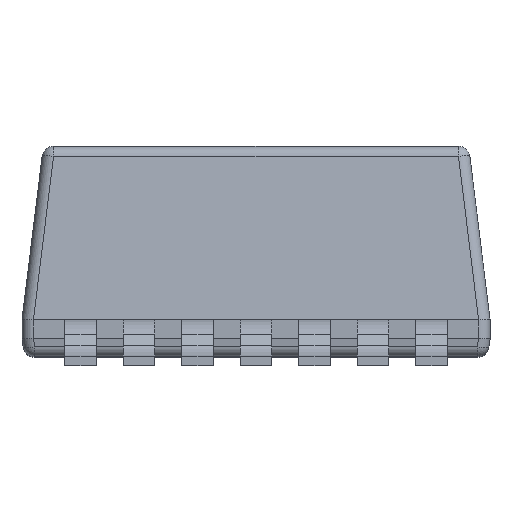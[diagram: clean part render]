
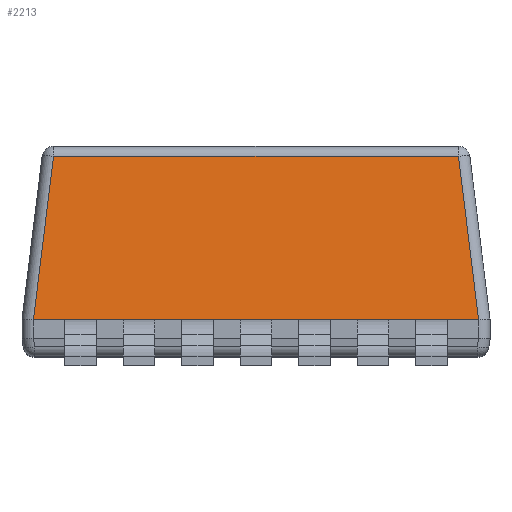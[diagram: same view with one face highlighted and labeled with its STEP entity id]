
A CAD part, top view. The second image highlights one B-rep face of the part: STEP entity #2213.
In plain terms, the highlighted planar face has unit normal (0, 0.122, 0.993).
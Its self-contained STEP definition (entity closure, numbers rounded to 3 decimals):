
#420=DIRECTION('',(1.,0.,0.));
#421=VECTOR('',#420,9.66);
#422=CARTESIAN_POINT('',(-4.83,0.4,4.925));
#423=LINE('',#422,#421);
#434=DIRECTION('',(0.121,0.985,-0.121));
#435=VECTOR('',#434,3.604);
#436=CARTESIAN_POINT('',(-4.832,0.4,4.925));
#437=LINE('',#436,#435);
#441=DIRECTION('',(1.,0.,0.));
#442=VECTOR('',#441,8.792);
#443=CARTESIAN_POINT('',(-4.396,3.95,4.489));
#444=LINE('',#443,#442);
#448=DIRECTION('',(0.121,-0.985,0.121));
#449=VECTOR('',#448,3.604);
#450=CARTESIAN_POINT('',(4.396,3.95,4.489));
#451=LINE('',#450,#449);
#455=CARTESIAN_POINT('',(4.832,0.4,4.925));
#456=CARTESIAN_POINT('',(4.831,0.4,4.925));
#457=CARTESIAN_POINT('',(4.831,0.4,4.925));
#458=CARTESIAN_POINT('',(4.83,0.4,4.925));
#463=CARTESIAN_POINT('',(-4.832,0.4,4.925));
#464=CARTESIAN_POINT('',(-4.831,0.4,4.925));
#465=CARTESIAN_POINT('',(-4.831,0.4,4.925));
#466=CARTESIAN_POINT('',(-4.83,0.4,4.925));
#1751=CARTESIAN_POINT('',(-4.832,0.4,
4.925));
#1752=CARTESIAN_POINT('',(-4.396,3.95,4.489));
#1753=VERTEX_POINT('',#1751);
#1754=VERTEX_POINT('',#1752);
#1756=CARTESIAN_POINT('',(-4.83,0.4,4.925));
#1758=VERTEX_POINT('',#1756);
#1768=CARTESIAN_POINT('',(4.396,3.95,4.489));
#1769=CARTESIAN_POINT('',(4.832,0.4,4.925));
#1770=VERTEX_POINT('',#1768);
#1771=VERTEX_POINT('',#1769);
#1783=CARTESIAN_POINT('',(4.83,0.4,4.925));
#1784=VERTEX_POINT('',#1783);
#2196=CARTESIAN_POINT('',(6.096,0.4,4.925));
#2197=DIRECTION('',(0.,-0.122,-0.993));
#2198=DIRECTION('',(0.,0.993,-0.122));
#2199=AXIS2_PLACEMENT_3D('',#2196,#2197,#2198);
#2200=PLANE('',#2199);
#2202=ORIENTED_EDGE('',*,*,#2201,.T.);
#2204=ORIENTED_EDGE('',*,*,#2203,.T.);
#2206=ORIENTED_EDGE('',*,*,#2205,.T.);
#2208=ORIENTED_EDGE('',*,*,#2207,.T.);
#2209=ORIENTED_EDGE('',*,*,#2187,.F.);
#2210=ORIENTED_EDGE('',*,*,#2176,.F.);
#2211=EDGE_LOOP('',(#2202,#2204,#2206,#2208,#2209,#2210));
#2212=FACE_OUTER_BOUND('',#2211,.F.);
#2213=ADVANCED_FACE('',(#2212),#2200,.F.);
#459=B_SPLINE_CURVE_WITH_KNOTS('',3,(#455,#456,#457,#458),.UNSPECIFIED.,.F.,.F.,
(4,4),(0.,1.),.UNSPECIFIED.);
#467=B_SPLINE_CURVE_WITH_KNOTS('',3,(#463,#464,#465,#466),.UNSPECIFIED.,.F.,.F.,
(4,4),(0.,1.),.UNSPECIFIED.);
#2176=EDGE_CURVE('',#1753,#1758,#467,.T.);
#2187=EDGE_CURVE('',#1758,#1784,#423,.T.);
#2201=EDGE_CURVE('',#1753,#1754,#437,.T.);
#2203=EDGE_CURVE('',#1754,#1770,#444,.T.);
#2205=EDGE_CURVE('',#1770,#1771,#451,.T.);
#2207=EDGE_CURVE('',#1771,#1784,#459,.T.);
